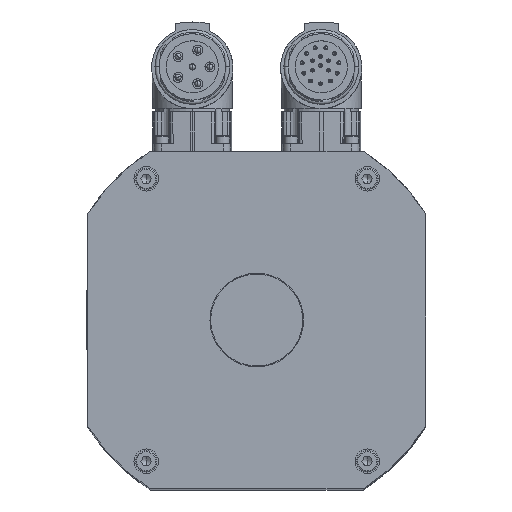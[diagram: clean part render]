
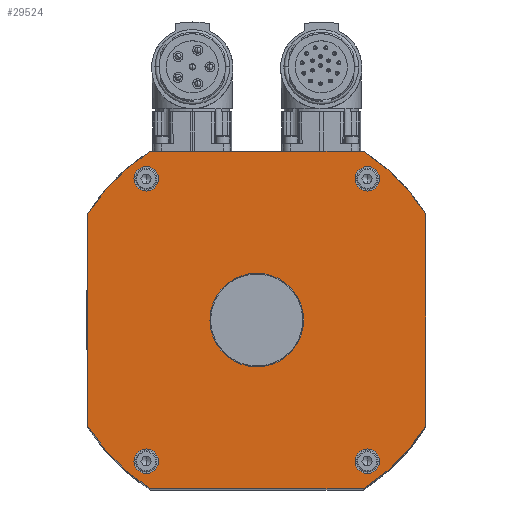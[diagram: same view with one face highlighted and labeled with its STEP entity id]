
A CAD part, top view. The second image highlights one B-rep face of the part: STEP entity #29524.
In plain terms, the highlighted face is planar.
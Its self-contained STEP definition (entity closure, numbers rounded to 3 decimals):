
#4478=CARTESIAN_POINT('',(40.,46.,201.));
#4479=VERTEX_POINT('',#4478);
#4495=CARTESIAN_POINT('',(32.,46.,201.));
#4496=VERTEX_POINT('',#4495);
#4503=CARTESIAN_POINT('',(36.,46.,201.));
#4504=DIRECTION('',(0.0,0.0,-1.0));
#4505=DIRECTION('',(1.0,0.0,0.0));
#4506=AXIS2_PLACEMENT_3D('',#4503,#4504,#4505);
#4507=CIRCLE('',#4506,4.0);
#4508=EDGE_CURVE('',#4479,#4496,#4507,.T.);
#4541=CARTESIAN_POINT('',(-32.,-46.,201.));
#4542=VERTEX_POINT('',#4541);
#4558=CARTESIAN_POINT('',(-40.,-46.,201.));
#4559=VERTEX_POINT('',#4558);
#4566=CARTESIAN_POINT('',(-36.,-46.,201.));
#4567=DIRECTION('',(0.0,0.0,-1.0));
#4568=DIRECTION('',(1.0,0.0,0.0));
#4569=AXIS2_PLACEMENT_3D('',#4566,#4567,#4568);
#4570=CIRCLE('',#4569,4.0);
#4571=EDGE_CURVE('',#4542,#4559,#4570,.T.);
#4604=CARTESIAN_POINT('',(40.,-46.,201.));
#4605=VERTEX_POINT('',#4604);
#4621=CARTESIAN_POINT('',(32.,-46.,201.));
#4622=VERTEX_POINT('',#4621);
#4629=CARTESIAN_POINT('',(36.,-46.,201.));
#4630=DIRECTION('',(0.0,0.0,-1.0));
#4631=DIRECTION('',(1.0,0.0,0.0));
#4632=AXIS2_PLACEMENT_3D('',#4629,#4630,#4631);
#4633=CIRCLE('',#4632,4.0);
#4634=EDGE_CURVE('',#4605,#4622,#4633,.T.);
#4667=CARTESIAN_POINT('',(-32.,46.,201.));
#4668=VERTEX_POINT('',#4667);
#4684=CARTESIAN_POINT('',(-40.,46.,201.));
#4685=VERTEX_POINT('',#4684);
#4692=CARTESIAN_POINT('',(-36.,46.,201.));
#4693=DIRECTION('',(0.0,0.0,-1.0));
#4694=DIRECTION('',(1.0,0.0,0.0));
#4695=AXIS2_PLACEMENT_3D('',#4692,#4693,#4694);
#4696=CIRCLE('',#4695,4.0);
#4697=EDGE_CURVE('',#4668,#4685,#4696,.T.);
#4709=CARTESIAN_POINT('',(-15.25,0.,201.));
#4710=VERTEX_POINT('',#4709);
#4726=CARTESIAN_POINT('',(15.25,0.,201.));
#4727=VERTEX_POINT('',#4726);
#4734=CARTESIAN_POINT('',(0.,0.,201.));
#4735=DIRECTION('',(0.0,0.0,-1.0));
#4736=DIRECTION('',(-1.0,0.0,0.0));
#4737=AXIS2_PLACEMENT_3D('',#4734,#4735,#4736);
#4738=CIRCLE('',#4737,15.25);
#4739=EDGE_CURVE('',#4710,#4727,#4738,.T.);
#28810=CARTESIAN_POINT('',(0.,0.,201.));
#28811=DIRECTION('',(0.0,0.0,-1.0));
#28812=DIRECTION('',(-1.0,0.0,0.0));
#28813=AXIS2_PLACEMENT_3D('',#28810,#28811,#28812);
#28814=CIRCLE('',#28813,15.25);
#28815=EDGE_CURVE('',#4727,#4710,#28814,.T.);
#28889=CARTESIAN_POINT('',(-36.,46.,201.));
#28890=DIRECTION('',(0.0,0.0,-1.0));
#28891=DIRECTION('',(1.0,0.0,0.0));
#28892=AXIS2_PLACEMENT_3D('',#28889,#28890,#28891);
#28893=CIRCLE('',#28892,4.0);
#28894=EDGE_CURVE('',#4685,#4668,#28893,.T.);
#28954=CARTESIAN_POINT('',(36.,-46.,201.));
#28955=DIRECTION('',(0.0,0.0,-1.0));
#28956=DIRECTION('',(1.0,0.0,0.0));
#28957=AXIS2_PLACEMENT_3D('',#28954,#28955,#28956);
#28958=CIRCLE('',#28957,4.0);
#28959=EDGE_CURVE('',#4622,#4605,#28958,.T.);
#29013=CARTESIAN_POINT('',(-36.,-46.,201.));
#29014=DIRECTION('',(0.0,0.0,-1.0));
#29015=DIRECTION('',(1.0,0.0,0.0));
#29016=AXIS2_PLACEMENT_3D('',#29013,#29014,#29015);
#29017=CIRCLE('',#29016,4.0);
#29018=EDGE_CURVE('',#4559,#4542,#29017,.T.);
#29078=CARTESIAN_POINT('',(36.,46.,201.));
#29079=DIRECTION('',(0.0,0.0,-1.0));
#29080=DIRECTION('',(1.0,0.0,0.0));
#29081=AXIS2_PLACEMENT_3D('',#29078,#29079,#29080);
#29082=CIRCLE('',#29081,4.0);
#29083=EDGE_CURVE('',#4496,#4479,#29082,.T.);
#29128=CARTESIAN_POINT('',(34.641,55.,201.));
#29129=VERTEX_POINT('',#29128);
#29136=CARTESIAN_POINT('',(55.,34.641,201.));
#29137=VERTEX_POINT('',#29136);
#29138=CARTESIAN_POINT('',(0.,0.,201.));
#29139=DIRECTION('',(0.,0.,1.0));
#29140=DIRECTION('',(-0.533,-0.846,0.));
#29141=AXIS2_PLACEMENT_3D('',#29138,#29139,#29140);
#29142=CIRCLE('',#29141,65.);
#29143=EDGE_CURVE('',#29137,#29129,#29142,.T.);
#29160=CARTESIAN_POINT('',(-34.641,55.,201.));
#29161=VERTEX_POINT('',#29160);
#29168=CARTESIAN_POINT('',(34.641,55.,201.));
#29169=DIRECTION('',(-1.0,0.0,0.0));
#29170=VECTOR('',#29169,69.282);
#29171=LINE('',#29168,#29170);
#29172=EDGE_CURVE('',#29129,#29161,#29171,.T.);
#29216=CARTESIAN_POINT('',(-55.,34.641,201.));
#29217=VERTEX_POINT('',#29216);
#29224=CARTESIAN_POINT('',(0.,0.,201.));
#29225=DIRECTION('',(0.,0.,1.0));
#29226=DIRECTION('',(0.846,-0.533,0.));
#29227=AXIS2_PLACEMENT_3D('',#29224,#29225,#29226);
#29228=CIRCLE('',#29227,65.0);
#29229=EDGE_CURVE('',#29161,#29217,#29228,.T.);
#29276=CARTESIAN_POINT('',(-55.,-34.641,201.));
#29277=VERTEX_POINT('',#29276);
#29284=CARTESIAN_POINT('',(-55.,34.641,201.));
#29285=DIRECTION('',(0.0,-1.0,0.0));
#29286=VECTOR('',#29285,69.282);
#29287=LINE('',#29284,#29286);
#29288=EDGE_CURVE('',#29217,#29277,#29287,.T.);
#29332=CARTESIAN_POINT('',(-34.641,-55.,201.));
#29333=VERTEX_POINT('',#29332);
#29340=CARTESIAN_POINT('',(0.,0.,201.));
#29341=DIRECTION('',(0.,0.,1.));
#29342=DIRECTION('',(0.533,0.846,0.));
#29343=AXIS2_PLACEMENT_3D('',#29340,#29341,#29342);
#29344=CIRCLE('',#29343,65.);
#29345=EDGE_CURVE('',#29277,#29333,#29344,.T.);
#29364=CARTESIAN_POINT('',(34.641,-55.,201.));
#29365=VERTEX_POINT('',#29364);
#29372=CARTESIAN_POINT('',(-34.641,-55.,201.));
#29373=DIRECTION('',(1.0,0.0,0.0));
#29374=VECTOR('',#29373,69.282);
#29375=LINE('',#29372,#29374);
#29376=EDGE_CURVE('',#29333,#29365,#29375,.T.);
#29420=CARTESIAN_POINT('',(55.,-34.641,201.));
#29421=VERTEX_POINT('',#29420);
#29428=CARTESIAN_POINT('',(0.,0.,201.));
#29429=DIRECTION('',(0.,0.,1.));
#29430=DIRECTION('',(-0.846,0.533,0.));
#29431=AXIS2_PLACEMENT_3D('',#29428,#29429,#29430);
#29432=CIRCLE('',#29431,65.0);
#29433=EDGE_CURVE('',#29365,#29421,#29432,.T.);
#29479=CARTESIAN_POINT('',(55.,-34.641,201.));
#29480=DIRECTION('',(0.0,1.0,0.0));
#29481=VECTOR('',#29480,69.282);
#29482=LINE('',#29479,#29481);
#29483=EDGE_CURVE('',#29421,#29137,#29482,.T.);
#29489=CARTESIAN_POINT('',(0.,0.,201.));
#29490=DIRECTION('',(0.0,0.0,-1.0));
#29491=DIRECTION('',(-1.0,0.0,0.0));
#29492=AXIS2_PLACEMENT_3D('',#29489,#29490,#29491);
#29493=PLANE('',#29492);
#29494=ORIENTED_EDGE('',*,*,#29483,.T.);
#29495=ORIENTED_EDGE('',*,*,#29143,.T.);
#29496=ORIENTED_EDGE('',*,*,#29172,.T.);
#29497=ORIENTED_EDGE('',*,*,#29229,.T.);
#29498=ORIENTED_EDGE('',*,*,#29288,.T.);
#29499=ORIENTED_EDGE('',*,*,#29345,.T.);
#29500=ORIENTED_EDGE('',*,*,#29376,.T.);
#29501=ORIENTED_EDGE('',*,*,#29433,.T.);
#29502=EDGE_LOOP('',(#29494,#29495,#29496,#29497,#29498,#29499,#29500,#29501));
#29503=FACE_OUTER_BOUND('',#29502,.T.);
#29504=ORIENTED_EDGE('',*,*,#28815,.T.);
#29505=ORIENTED_EDGE('',*,*,#4739,.T.);
#29506=EDGE_LOOP('',(#29504,#29505));
#29507=FACE_BOUND('',#29506,.T.);
#29508=ORIENTED_EDGE('',*,*,#4697,.T.);
#29509=ORIENTED_EDGE('',*,*,#28894,.T.);
#29510=EDGE_LOOP('',(#29508,#29509));
#29511=FACE_BOUND('',#29510,.T.);
#29512=ORIENTED_EDGE('',*,*,#4634,.T.);
#29513=ORIENTED_EDGE('',*,*,#28959,.T.);
#29514=EDGE_LOOP('',(#29512,#29513));
#29515=FACE_BOUND('',#29514,.T.);
#29516=ORIENTED_EDGE('',*,*,#4571,.T.);
#29517=ORIENTED_EDGE('',*,*,#29018,.T.);
#29518=EDGE_LOOP('',(#29516,#29517));
#29519=FACE_BOUND('',#29518,.T.);
#29520=ORIENTED_EDGE('',*,*,#4508,.T.);
#29521=ORIENTED_EDGE('',*,*,#29083,.T.);
#29522=EDGE_LOOP('',(#29520,#29521));
#29523=FACE_BOUND('',#29522,.T.);
#29524=ADVANCED_FACE('',(#29503,#29507,#29511,#29515,#29519,#29523),#29493,.F.);
